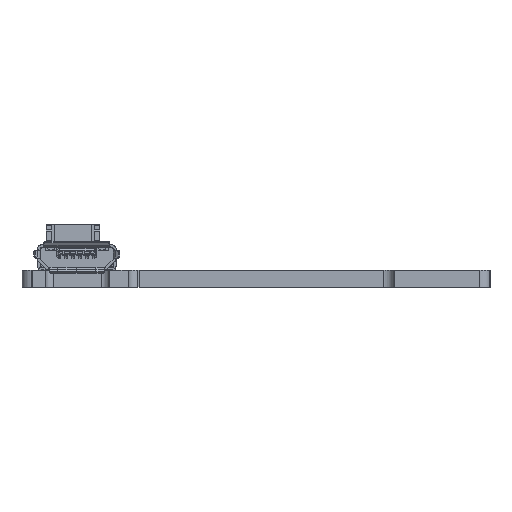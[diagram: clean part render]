
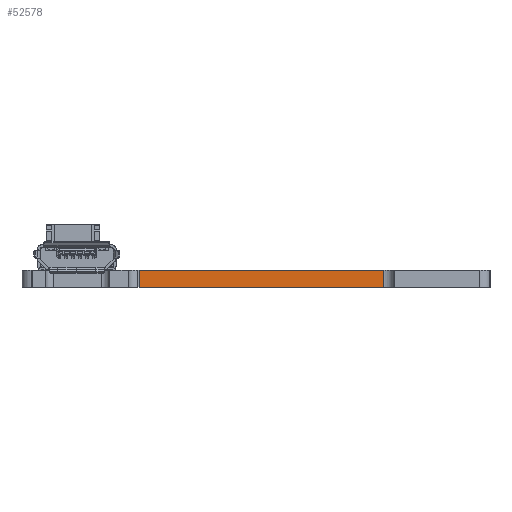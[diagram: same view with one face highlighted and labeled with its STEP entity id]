
A CAD part, left-side view. The second image highlights one B-rep face of the part: STEP entity #52578.
In plain terms, the highlighted planar face has unit normal (-1, 0, 0).
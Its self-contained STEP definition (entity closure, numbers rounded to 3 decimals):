
#51169 = VERTEX_POINT('',#51170);
#51170 = CARTESIAN_POINT('',(1.,-11.,0.));
#51176 = EDGE_CURVE('',#51177,#51169,#51179,.T.);
#51177 = VERTEX_POINT('',#51178);
#51178 = CARTESIAN_POINT('',(1.,-34.,0.));
#51179 = LINE('',#51180,#51181);
#51180 = CARTESIAN_POINT('',(1.,-34.,0.));
#51181 = VECTOR('',#51182,1.);
#51182 = DIRECTION('',(0.,1.,0.));
#51655 = VERTEX_POINT('',#51656);
#51656 = CARTESIAN_POINT('',(1.,-11.,1.6));
#51662 = EDGE_CURVE('',#51663,#51655,#51665,.T.);
#51663 = VERTEX_POINT('',#51664);
#51664 = CARTESIAN_POINT('',(1.,-34.,1.6));
#51665 = LINE('',#51666,#51667);
#51666 = CARTESIAN_POINT('',(1.,-34.,1.6));
#51667 = VECTOR('',#51668,1.);
#51668 = DIRECTION('',(0.,1.,0.));
#52548 = EDGE_CURVE('',#51169,#51655,#52549,.T.);
#52549 = LINE('',#52550,#52551);
#52550 = CARTESIAN_POINT('',(1.,-11.,0.));
#52551 = VECTOR('',#52552,1.);
#52552 = DIRECTION('',(0.,0.,1.));
#52578 = ADVANCED_FACE('',(#52579),#52590,.T.);
#52579 = FACE_BOUND('',#52580,.T.);
#52580 = EDGE_LOOP('',(#52581,#52587,#52588,#52589));
#52581 = ORIENTED_EDGE('',*,*,#52582,.T.);
#52582 = EDGE_CURVE('',#51177,#51663,#52583,.T.);
#52583 = LINE('',#52584,#52585);
#52584 = CARTESIAN_POINT('',(1.,-34.,0.));
#52585 = VECTOR('',#52586,1.);
#52586 = DIRECTION('',(0.,0.,1.));
#52587 = ORIENTED_EDGE('',*,*,#51662,.T.);
#52588 = ORIENTED_EDGE('',*,*,#52548,.F.);
#52589 = ORIENTED_EDGE('',*,*,#51176,.F.);
#52590 = PLANE('',#52591);
#52591 = AXIS2_PLACEMENT_3D('',#52592,#52593,#52594);
#52592 = CARTESIAN_POINT('',(1.,-34.,0.));
#52593 = DIRECTION('',(-1.,0.,0.));
#52594 = DIRECTION('',(0.,1.,0.));
